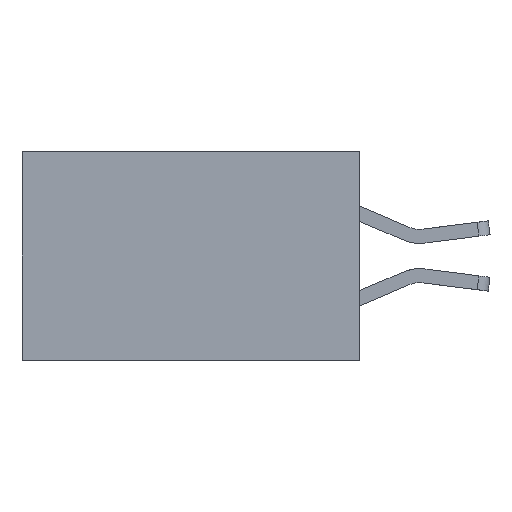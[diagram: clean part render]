
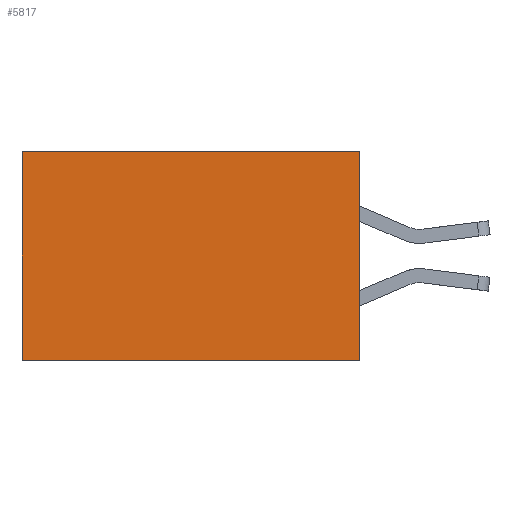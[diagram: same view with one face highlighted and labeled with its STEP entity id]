
A CAD part, left-side view. The second image highlights one B-rep face of the part: STEP entity #5817.
In plain terms, the highlighted planar face has unit normal (-1, 0, 0).
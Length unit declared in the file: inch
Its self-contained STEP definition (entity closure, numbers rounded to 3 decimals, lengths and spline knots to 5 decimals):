
#120 = VERTEX_POINT ( 'NONE', #5741 ) ;
#215 = ORIENTED_EDGE ( 'NONE', *, *, #7028, .T. ) ;
#434 = CARTESIAN_POINT ( 'NONE',  ( 0.2875, 0.6, 0. ) ) ;
#549 = CARTESIAN_POINT ( 'NONE',  ( 0.2875, 0., 0. ) ) ;
#666 = VERTEX_POINT ( 'NONE', #2282 ) ;
#728 = DIRECTION ( 'NONE',  ( 0., 1., 0. ) ) ;
#1042 = DIRECTION ( 'NONE',  ( 0., 1., 0. ) ) ;
#1066 = CARTESIAN_POINT ( 'NONE',  ( 0.2875, 0., -0.37 ) ) ;
#1585 = LINE ( 'NONE', #3519, #6134 ) ;
#2282 = CARTESIAN_POINT ( 'NONE',  ( 0.2875, 0., 0. ) ) ;
#2392 = EDGE_LOOP ( 'NONE', ( #10901, #8978, #6544, #215 ) ) ;
#3409 = DIRECTION ( 'NONE',  ( 0., 0., -1. ) ) ;
#3417 = DIRECTION ( 'NONE',  ( 1., 0., 0. ) ) ;
#3519 = CARTESIAN_POINT ( 'NONE',  ( 0.2875, 0., 0. ) ) ;
#3676 = VERTEX_POINT ( 'NONE', #11127 ) ;
#3946 = VECTOR ( 'NONE', #728, 39.37008 ) ;
#3977 = AXIS2_PLACEMENT_3D ( 'NONE', #10945, #3417, #3409 ) ;
#3990 = VERTEX_POINT ( 'NONE', #434 ) ;
#4186 = EDGE_CURVE ( 'NONE', #120, #3676, #4234, .T. ) ;
#4234 = LINE ( 'NONE', #1066, #3946 ) ;
#4857 = LINE ( 'NONE', #549, #6857 ) ;
#5072 = FACE_OUTER_BOUND ( 'NONE', #2392, .T. ) ;
#5210 = EDGE_CURVE ( 'NONE', #3990, #3676, #7494, .T. ) ;
#5520 = DIRECTION ( 'NONE',  ( 0., 0., -1. ) ) ;
#5741 = CARTESIAN_POINT ( 'NONE',  ( 0.2875, 0., -0.37 ) ) ;
#5817 = ADVANCED_FACE ( 'NONE', ( #5072 ), #10741, .F. ) ;
#6134 = VECTOR ( 'NONE', #1042, 39.37008 ) ;
#6544 = ORIENTED_EDGE ( 'NONE', *, *, #10525, .F. ) ;
#6857 = VECTOR ( 'NONE', #10416, 39.37008 ) ;
#7028 = EDGE_CURVE ( 'NONE', #666, #3990, #1585, .T. ) ;
#7494 = LINE ( 'NONE', #8772, #9803 ) ;
#8772 = CARTESIAN_POINT ( 'NONE',  ( 0.2875, 0.6, 0. ) ) ;
#8978 = ORIENTED_EDGE ( 'NONE', *, *, #4186, .F. ) ;
#9803 = VECTOR ( 'NONE', #5520, 39.37008 ) ;
#10416 = DIRECTION ( 'NONE',  ( 0., 0., -1. ) ) ;
#10525 = EDGE_CURVE ( 'NONE', #666, #120, #4857, .T. ) ;
#10741 = PLANE ( 'NONE',  #3977 ) ;
#10901 = ORIENTED_EDGE ( 'NONE', *, *, #5210, .T. ) ;
#10945 = CARTESIAN_POINT ( 'NONE',  ( 0.2875, 0., 0. ) ) ;
#11127 = CARTESIAN_POINT ( 'NONE',  ( 0.2875, 0.6, -0.37 ) ) ;
